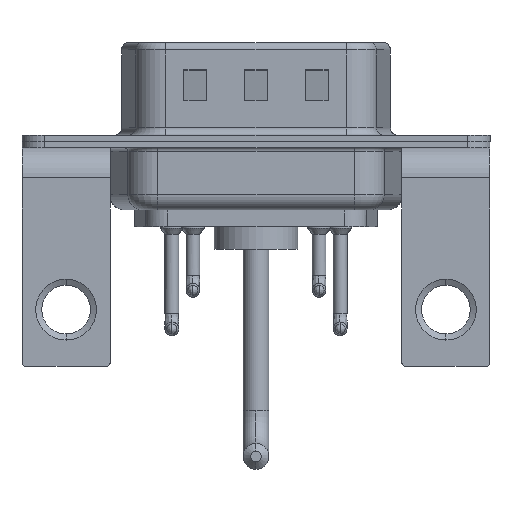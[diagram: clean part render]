
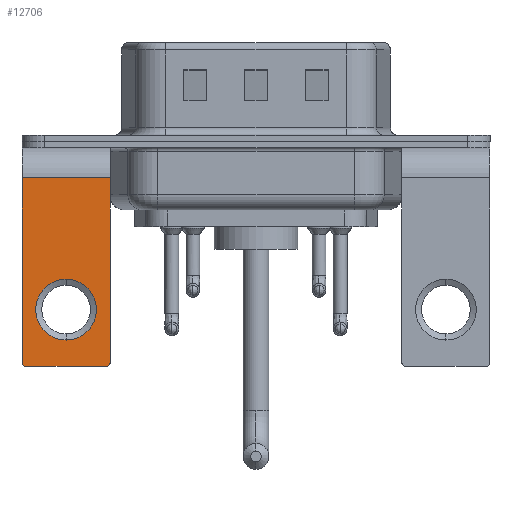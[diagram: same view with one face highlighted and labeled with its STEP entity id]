
A CAD part, front view. The second image highlights one B-rep face of the part: STEP entity #12706.
In plain terms, the highlighted planar face has unit normal (0, -1, 0).
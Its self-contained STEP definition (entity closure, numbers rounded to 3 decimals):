
#66 = CIRCLE ( 'NONE', #1033, 0.25 ) ;
#125 = DIRECTION ( 'NONE',  ( 0., 0., 1. ) ) ;
#384 = VERTEX_POINT ( 'NONE', #7078 ) ;
#560 = EDGE_LOOP ( 'NONE', ( #11305, #5583 ) ) ;
#1033 = AXIS2_PLACEMENT_3D ( 'NONE', #4959, #3418, #9665 ) ;
#1427 = EDGE_CURVE ( 'NONE', #12149, #384, #2152, .T. ) ;
#1447 = DIRECTION ( 'NONE',  ( -1., 0., 0. ) ) ;
#1623 = AXIS2_PLACEMENT_3D ( 'NONE', #7613, #4523, #12113 ) ;
#1723 = LINE ( 'NONE', #12491, #6987 ) ;
#2152 = CIRCLE ( 'NONE', #4107, 0.25 ) ;
#2765 = EDGE_CURVE ( 'NONE', #7938, #11256, #6840, .T. ) ;
#2992 = FACE_BOUND ( 'NONE', #560, .T. ) ;
#3418 = DIRECTION ( 'NONE',  ( 0., -1., 0. ) ) ;
#4107 = AXIS2_PLACEMENT_3D ( 'NONE', #19506, #13015, #9825 ) ;
#4168 = ORIENTED_EDGE ( 'NONE', *, *, #12646, .F. ) ;
#4215 = DIRECTION ( 'NONE',  ( 0., 0., -1. ) ) ;
#4305 = VERTEX_POINT ( 'NONE', #4450 ) ;
#4397 = VECTOR ( 'NONE', #4215, 1000. ) ;
#4450 = CARTESIAN_POINT ( 'NONE',  ( 0., -6.25, -13.07 ) ) ;
#4523 = DIRECTION ( 'NONE',  ( 0., 1., 0. ) ) ;
#4628 = DIRECTION ( 'NONE',  ( 0., 1., 0. ) ) ;
#4903 = DIRECTION ( 'NONE',  ( 0., 0., 1. ) ) ;
#4959 = CARTESIAN_POINT ( 'NONE',  ( 2.65, -6.25, -14.55 ) ) ;
#5198 = CARTESIAN_POINT ( 'NONE',  ( 2.9, -6.25, -2.4 ) ) ;
#5583 = ORIENTED_EDGE ( 'NONE', *, *, #6673, .T. ) ;
#5853 = EDGE_CURVE ( 'NONE', #8732, #11256, #66, .T. ) ;
#6136 = CARTESIAN_POINT ( 'NONE',  ( 2.9, -6.25, -2.4 ) ) ;
#6198 = CARTESIAN_POINT ( 'NONE',  ( -2.9, -6.25, -2.4 ) ) ;
#6673 = EDGE_CURVE ( 'NONE', #12982, #4305, #20091, .T. ) ;
#6840 = LINE ( 'NONE', #5198, #13350 ) ;
#6987 = VECTOR ( 'NONE', #18868, 1000. ) ;
#7078 = CARTESIAN_POINT ( 'NONE',  ( -2.65, -6.25, -14.8 ) ) ;
#7155 = ORIENTED_EDGE ( 'NONE', *, *, #11572, .T. ) ;
#7525 = AXIS2_PLACEMENT_3D ( 'NONE', #18794, #4628, #125 ) ;
#7612 = AXIS2_PLACEMENT_3D ( 'NONE', #17417, #14234, #4903 ) ;
#7613 = CARTESIAN_POINT ( 'NONE',  ( 2.9, -6.25, -2.4 ) ) ;
#7938 = VERTEX_POINT ( 'NONE', #6136 ) ;
#8362 = ORIENTED_EDGE ( 'NONE', *, *, #2765, .F. ) ;
#8727 = ORIENTED_EDGE ( 'NONE', *, *, #17398, .T. ) ;
#8732 = VERTEX_POINT ( 'NONE', #9266 ) ;
#9232 = ORIENTED_EDGE ( 'NONE', *, *, #1427, .T. ) ;
#9266 = CARTESIAN_POINT ( 'NONE',  ( 2.65, -6.25, -14.8 ) ) ;
#9665 = DIRECTION ( 'NONE',  ( 0., 0., 1. ) ) ;
#9825 = DIRECTION ( 'NONE',  ( 0., 0., 1. ) ) ;
#10092 = VERTEX_POINT ( 'NONE', #6198 ) ;
#10370 = FACE_OUTER_BOUND ( 'NONE', #17827, .T. ) ;
#11256 = VERTEX_POINT ( 'NONE', #13986 ) ;
#11305 = ORIENTED_EDGE ( 'NONE', *, *, #12778, .T. ) ;
#11367 = CARTESIAN_POINT ( 'NONE',  ( -2.9, -6.25, -14.55 ) ) ;
#11572 = EDGE_CURVE ( 'NONE', #10092, #12149, #15093, .T. ) ;
#11790 = CIRCLE ( 'NONE', #7525, 2. ) ;
#12113 = DIRECTION ( 'NONE',  ( 0., 0., 1. ) ) ;
#12149 = VERTEX_POINT ( 'NONE', #11367 ) ;
#12491 = CARTESIAN_POINT ( 'NONE',  ( 2.9, -6.25, -2.4 ) ) ;
#12646 = EDGE_CURVE ( 'NONE', #8732, #384, #13867, .T. ) ;
#12706 = ADVANCED_FACE ( 'NONE', ( #2992, #10370 ), #17049, .F. ) ;
#12778 = EDGE_CURVE ( 'NONE', #4305, #12982, #11790, .T. ) ;
#12945 = ORIENTED_EDGE ( 'NONE', *, *, #5853, .T. ) ;
#12982 = VERTEX_POINT ( 'NONE', #17867 ) ;
#13015 = DIRECTION ( 'NONE',  ( 0., -1., 0. ) ) ;
#13087 = DIRECTION ( 'NONE',  ( 0., 0., -1. ) ) ;
#13350 = VECTOR ( 'NONE', #13087, 1000. ) ;
#13766 = CARTESIAN_POINT ( 'NONE',  ( 2.9, -6.25, -14.8 ) ) ;
#13867 = LINE ( 'NONE', #13766, #19340 ) ;
#13986 = CARTESIAN_POINT ( 'NONE',  ( 2.9, -6.25, -14.55 ) ) ;
#14234 = DIRECTION ( 'NONE',  ( 0., 1., 0. ) ) ;
#14904 = CARTESIAN_POINT ( 'NONE',  ( -2.9, -6.25, -2.4 ) ) ;
#15093 = LINE ( 'NONE', #14904, #4397 ) ;
#17049 = PLANE ( 'NONE',  #1623 ) ;
#17398 = EDGE_CURVE ( 'NONE', #7938, #10092, #1723, .T. ) ;
#17417 = CARTESIAN_POINT ( 'NONE',  ( 0., -6.25, -11.07 ) ) ;
#17827 = EDGE_LOOP ( 'NONE', ( #7155, #9232, #4168, #12945, #8362, #8727 ) ) ;
#17867 = CARTESIAN_POINT ( 'NONE',  ( 0., -6.25, -9.07 ) ) ;
#18794 = CARTESIAN_POINT ( 'NONE',  ( 0., -6.25, -11.07 ) ) ;
#18868 = DIRECTION ( 'NONE',  ( -1., 0., 0. ) ) ;
#19340 = VECTOR ( 'NONE', #1447, 1000. ) ;
#19506 = CARTESIAN_POINT ( 'NONE',  ( -2.65, -6.25, -14.55 ) ) ;
#20091 = CIRCLE ( 'NONE', #7612, 2. ) ;
